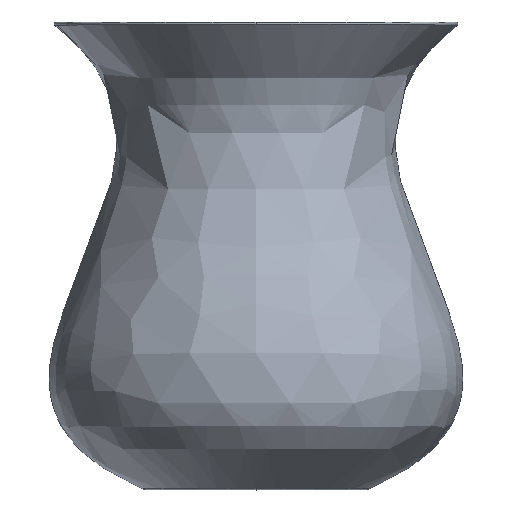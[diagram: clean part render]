
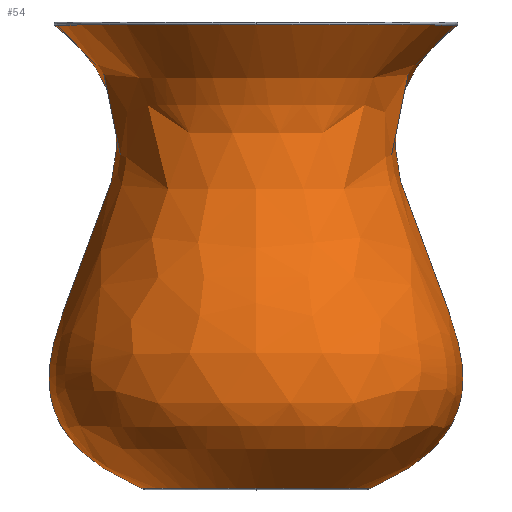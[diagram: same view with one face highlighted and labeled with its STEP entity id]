
A CAD part, top view. The second image highlights one B-rep face of the part: STEP entity #54.
In plain terms, the highlighted free-form (B-spline) face has degree [3, 3] with [4, 4] control points.
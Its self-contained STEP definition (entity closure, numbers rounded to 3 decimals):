
#41 = CARTESIAN_POINT ( 'NONE',  ( -73.063, 0.836, 146.125 ) ) ;
#42 = EDGE_CURVE ( 'NONE', #923, #474, #978, .T. ) ;
#45 = EDGE_CURVE ( 'NONE', #284, #496, #333, .T. ) ;
#54 = ADVANCED_FACE ( 'NONE', ( #953 ), #291, .T. ) ;
#57 = CIRCLE ( 'NONE', #125, 128.424 ) ;
#88 = ORIENTED_EDGE ( 'NONE', *, *, #703, .T. ) ;
#90 = CARTESIAN_POINT ( 'NONE',  ( -128.424, 296.341, 0. ) ) ;
#111 = CARTESIAN_POINT ( 'NONE',  ( -1.982, 198.374, 0. ) ) ;
#125 = AXIS2_PLACEMENT_3D ( 'NONE', #1079, #320, #640 ) ;
#128 = CARTESIAN_POINT ( 'NONE',  ( 1.982, 198.374, 0. ) ) ;
#168 = AXIS2_PLACEMENT_3D ( 'NONE', #696, #707, #1037 ) ;
#171 = CIRCLE ( 'NONE', #1068, 73.063 ) ;
#197 = EDGE_CURVE ( 'NONE', #474, #402, #885, .T. ) ;
#199 = CARTESIAN_POINT ( 'NONE',  ( -73.063, 0.836, 0. ) ) ;
#201 = CARTESIAN_POINT ( 'NONE',  ( -73.063, 0.836, 0. ) ) ;
#230 = EDGE_CURVE ( 'NONE', #284, #923, #171, .T. ) ;
#255 = CARTESIAN_POINT ( 'NONE',  ( 0., 0.836, 73.063 ) ) ;
#274 = CARTESIAN_POINT ( 'NONE',  ( 1.982, 198.374, 0. ) ) ;
#278 = CARTESIAN_POINT ( 'NONE',  ( -1.982, 198.374, 0. ) ) ;
#284 = VERTEX_POINT ( 'NONE', #199 ) ;
#286 = CARTESIAN_POINT ( 'NONE',  ( 73.063, 0.836, 0. ) ) ;
#290 = DIRECTION ( 'NONE',  ( 0., 1., 0. ) ) ;
#291 =( BOUNDED_SURFACE ( )  B_SPLINE_SURFACE ( 3, 3, ( 
 ( #866, #1044, #41, #201 ),
 ( #793, #963, #1031, #425 ),
 ( #274, #855, #689, #111 ),
 ( #765, #758, #925, #90 ) ),
 .UNSPECIFIED., .F., .F., .F. ) 
 B_SPLINE_SURFACE_WITH_KNOTS ( ( 4, 4 ),
 ( 4, 4 ),
 ( 0.004, 0.994 ),
 ( 0., 1. ),
 .UNSPECIFIED. ) 
 GEOMETRIC_REPRESENTATION_ITEM ( )  RATIONAL_B_SPLINE_SURFACE ( (
 ( 1., 0.333, 0.333, 1.),
 ( 1., 0.333, 0.333, 1.),
 ( 1., 0.333, 0.333, 1.),
 ( 1., 0.333, 0.333, 1.) ) ) 
 REPRESENTATION_ITEM ( '' )  SURFACE ( )  );
#320 = DIRECTION ( 'NONE',  ( 0., -1., 0. ) ) ;
#330 = CIRCLE ( 'NONE', #987, 128.424 ) ;
#333 = B_SPLINE_CURVE_WITH_KNOTS ( 'NONE', 3,
 ( #870, #453, #278, #610 ),
 .UNSPECIFIED., .F., .F.,
 ( 4, 4 ),
 ( 0.004, 0.994 ),
 .UNSPECIFIED. ) ;
#372 = CARTESIAN_POINT ( 'NONE',  ( 73.063, 0.836, 0. ) ) ;
#382 = ORIENTED_EDGE ( 'NONE', *, *, #45, .F. ) ;
#402 = VERTEX_POINT ( 'NONE', #956 ) ;
#425 = CARTESIAN_POINT ( 'NONE',  ( -233.073, 70.704, 0. ) ) ;
#453 = CARTESIAN_POINT ( 'NONE',  ( -233.073, 70.704, 0. ) ) ;
#474 = VERTEX_POINT ( 'NONE', #372 ) ;
#491 = ORIENTED_EDGE ( 'NONE', *, *, #230, .T. ) ;
#496 = VERTEX_POINT ( 'NONE', #1048 ) ;
#566 = ORIENTED_EDGE ( 'NONE', *, *, #197, .T. ) ;
#579 = ORIENTED_EDGE ( 'NONE', *, *, #983, .T. ) ;
#610 = CARTESIAN_POINT ( 'NONE',  ( -128.424, 296.341, 0. ) ) ;
#630 = CARTESIAN_POINT ( 'NONE',  ( 128.424, 296.341, 0. ) ) ;
#640 = DIRECTION ( 'NONE',  ( 0., 0., -1. ) ) ;
#689 = CARTESIAN_POINT ( 'NONE',  ( -1.982, 198.374, 3.965 ) ) ;
#696 = CARTESIAN_POINT ( 'NONE',  ( 0., 0.836, 0. ) ) ;
#703 = EDGE_CURVE ( 'NONE', #968, #496, #330, .T. ) ;
#705 = CARTESIAN_POINT ( 'NONE',  ( 233.073, 70.704, 0. ) ) ;
#707 = DIRECTION ( 'NONE',  ( 0., 1., 0. ) ) ;
#729 = EDGE_LOOP ( 'NONE', ( #382, #491, #788, #566, #579, #88 ) ) ;
#758 = CARTESIAN_POINT ( 'NONE',  ( 128.424, 296.341, 256.847 ) ) ;
#765 = CARTESIAN_POINT ( 'NONE',  ( 128.424, 296.341, 0. ) ) ;
#788 = ORIENTED_EDGE ( 'NONE', *, *, #42, .T. ) ;
#793 = CARTESIAN_POINT ( 'NONE',  ( 233.073, 70.704, 0. ) ) ;
#809 = DIRECTION ( 'NONE',  ( 0., 0., -1. ) ) ;
#814 = DIRECTION ( 'NONE',  ( 0., -1., 0. ) ) ;
#855 = CARTESIAN_POINT ( 'NONE',  ( 1.982, 198.374, 3.965 ) ) ;
#866 = CARTESIAN_POINT ( 'NONE',  ( 73.063, 0.836, 0. ) ) ;
#870 = CARTESIAN_POINT ( 'NONE',  ( -73.063, 0.836, 0. ) ) ;
#882 = CARTESIAN_POINT ( 'NONE',  ( 0., 0.836, 0. ) ) ;
#885 = B_SPLINE_CURVE_WITH_KNOTS ( 'NONE', 3,
 ( #286, #705, #128, #630 ),
 .UNSPECIFIED., .F., .F.,
 ( 4, 4 ),
 ( 0.004, 0.994 ),
 .UNSPECIFIED. ) ;
#889 = CARTESIAN_POINT ( 'NONE',  ( 0., 296.341, 0. ) ) ;
#923 = VERTEX_POINT ( 'NONE', #255 ) ;
#925 = CARTESIAN_POINT ( 'NONE',  ( -128.424, 296.341, 256.847 ) ) ;
#953 = FACE_OUTER_BOUND ( 'NONE', #729, .T. ) ;
#956 = CARTESIAN_POINT ( 'NONE',  ( 128.424, 296.341, 0. ) ) ;
#963 = CARTESIAN_POINT ( 'NONE',  ( 233.073, 70.704, 466.147 ) ) ;
#968 = VERTEX_POINT ( 'NONE', #1002 ) ;
#972 = DIRECTION ( 'NONE',  ( 0., 0., -1. ) ) ;
#978 = CIRCLE ( 'NONE', #168, 73.063 ) ;
#983 = EDGE_CURVE ( 'NONE', #402, #968, #57, .T. ) ;
#987 = AXIS2_PLACEMENT_3D ( 'NONE', #889, #814, #809 ) ;
#1002 = CARTESIAN_POINT ( 'NONE',  ( 0., 296.341, 128.424 ) ) ;
#1031 = CARTESIAN_POINT ( 'NONE',  ( -233.073, 70.704, 466.147 ) ) ;
#1037 = DIRECTION ( 'NONE',  ( 0., 0., -1. ) ) ;
#1044 = CARTESIAN_POINT ( 'NONE',  ( 73.063, 0.836, 146.125 ) ) ;
#1048 = CARTESIAN_POINT ( 'NONE',  ( -128.424, 296.341, 0. ) ) ;
#1068 = AXIS2_PLACEMENT_3D ( 'NONE', #882, #290, #972 ) ;
#1079 = CARTESIAN_POINT ( 'NONE',  ( 0., 296.341, 0. ) ) ;
